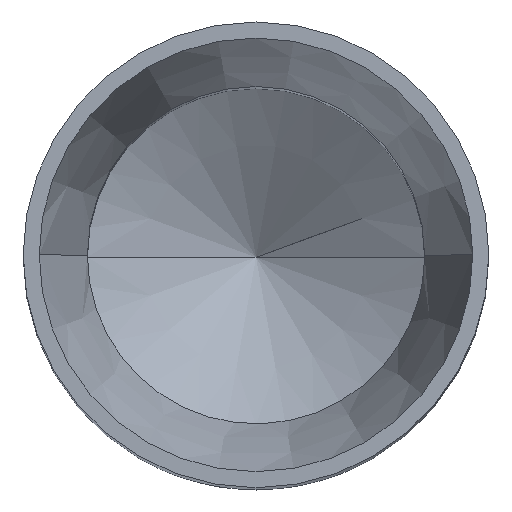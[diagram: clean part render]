
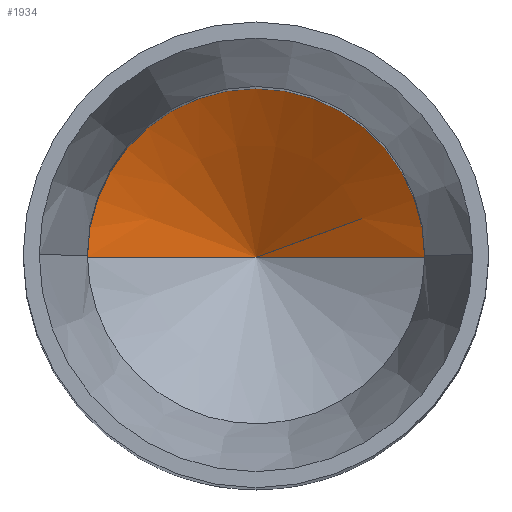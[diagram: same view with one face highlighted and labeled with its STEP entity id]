
A CAD part, top view. The second image highlights one B-rep face of the part: STEP entity #1934.
In plain terms, the highlighted conical face has half-angle 59 degrees and reference radius 0.525 mm.
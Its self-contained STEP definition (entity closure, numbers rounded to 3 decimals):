
#1891=AXIS2_PLACEMENT_3D('Circle Axis2P3D',#1889,#1890,$) ;
#1927=AXIS2_PLACEMENT_3D('Cone Axis2P3D',#1924,#1925,#1926) ;
#1819=CARTESIAN_POINT('Vertex',(1.25,0.725,12.5)) ;
#1826=CARTESIAN_POINT('Vertex',(0.2,0.725,12.5)) ;
#1889=CARTESIAN_POINT('Axis2P3D Location',(0.725,0.725,12.5)) ;
#1906=CARTESIAN_POINT('Line Origine',(428584.638,0.725,257531.38)) ;
#1910=CARTESIAN_POINT('Vertex',(0.725,0.725,12.185)) ;
#1913=CARTESIAN_POINT('Line Origine',(-428583.188,0.725,257531.38)) ;
#1924=CARTESIAN_POINT('Axis2P3D Location',(0.725,0.725,12.5)) ;
#1890=DIRECTION('Axis2P3D Direction',(0.,0.,-1.)) ;
#1907=DIRECTION('Vector Direction',(0.857,0.,0.515)) ;
#1914=DIRECTION('Vector Direction',(-0.857,0.,0.515)) ;
#1925=DIRECTION('Axis2P3D Direction',(0.,0.,1.)) ;
#1926=DIRECTION('Axis2P3D XDirection',(1.,0.,0.)) ;
#1908=VECTOR('Line Direction',#1907,1.) ;
#1915=VECTOR('Line Direction',#1914,1.) ;
#1930=ORIENTED_EDGE('',*,*,#1893,.T.) ;
#1931=ORIENTED_EDGE('',*,*,#1917,.F.) ;
#1932=ORIENTED_EDGE('',*,*,#1912,.F.) ;
#1934=ADVANCED_FACE('MANIFOLD_SOLID_BREP #32',(#1933),#1928,.F.) ;
#1892=CIRCLE('generated circle',#1891,0.525) ;
#1928=CONICAL_SURFACE('Cone',#1927,0.525,1.03) ;
#1893=EDGE_CURVE('',#1820,#1827,#1892,.F.) ;
#1912=EDGE_CURVE('',#1820,#1911,#1909,.F.) ;
#1917=EDGE_CURVE('',#1911,#1827,#1916,.T.) ;
#1929=EDGE_LOOP('',(#1930,#1931,#1932)) ;
#1933=FACE_OUTER_BOUND('',#1929,.T.) ;
#1909=LINE('Line',#1906,#1908) ;
#1916=LINE('Line',#1913,#1915) ;
#1820=VERTEX_POINT('',#1819) ;
#1827=VERTEX_POINT('',#1826) ;
#1911=VERTEX_POINT('',#1910) ;
